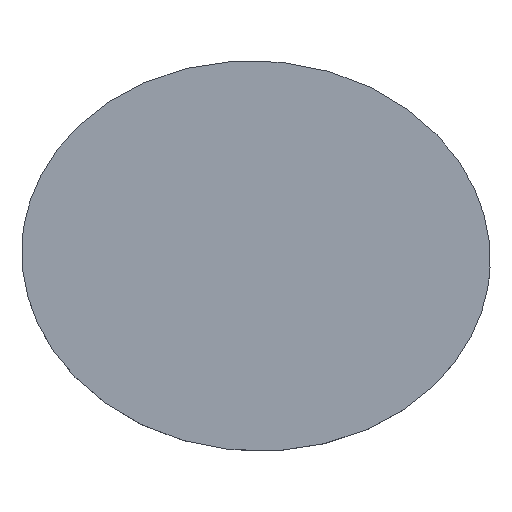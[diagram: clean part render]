
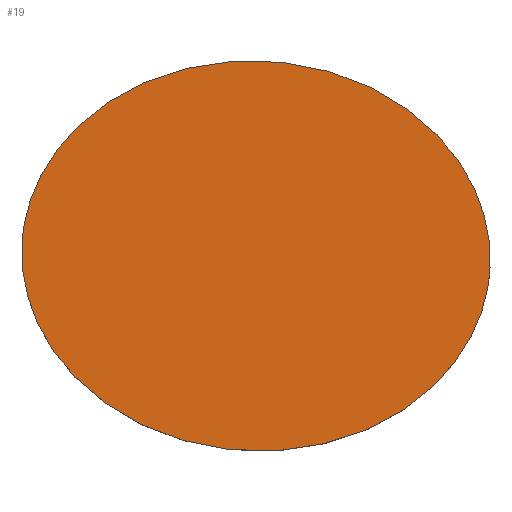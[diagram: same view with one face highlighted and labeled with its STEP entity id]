
A CAD part, top view. The second image highlights one B-rep face of the part: STEP entity #19.
In plain terms, the highlighted planar face has unit normal (0, 0, 1).
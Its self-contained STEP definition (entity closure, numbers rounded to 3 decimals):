
#19 = ADVANCED_FACE ( 'NONE', ( #194 ), #276, .T. ) ;
#49 = EDGE_CURVE ( 'NONE', #302, #328, #60, .T. ) ;
#60 =( BOUNDED_CURVE ( )  B_SPLINE_CURVE ( 3, ( #84, #272, #244, #149 ),
 .UNSPECIFIED., .F., .F. ) 
 B_SPLINE_CURVE_WITH_KNOTS ( ( 4, 4 ),
 ( 0., 3.142 ),
 .UNSPECIFIED. ) 
 CURVE ( )  GEOMETRIC_REPRESENTATION_ITEM ( )  RATIONAL_B_SPLINE_CURVE ( ( 1., 0.333, 0.333, 1. ) ) 
 REPRESENTATION_ITEM ( '' )  );
#84 = CARTESIAN_POINT ( 'NONE',  ( -1500., 73.076, 400. ) ) ;
#98 = CARTESIAN_POINT ( 'NONE',  ( 1500., -73.076, 400. ) ) ;
#108 =( BOUNDED_CURVE ( )  B_SPLINE_CURVE ( 3, ( #98, #258, #175, #260 ),
 .UNSPECIFIED., .F., .T. ) 
 B_SPLINE_CURVE_WITH_KNOTS ( ( 4, 4 ),
 ( 3.142, 6.283 ),
 .UNSPECIFIED. ) 
 CURVE ( )  GEOMETRIC_REPRESENTATION_ITEM ( )  RATIONAL_B_SPLINE_CURVE ( ( 1., 0.333, 0.333, 1. ) ) 
 REPRESENTATION_ITEM ( '' )  );
#118 = CARTESIAN_POINT ( 'NONE',  ( -1500., 73.076, 400. ) ) ;
#128 = AXIS2_PLACEMENT_3D ( 'NONE', #371, #335, #141 ) ;
#141 = DIRECTION ( 'NONE',  ( 1., 0., 0. ) ) ;
#149 = CARTESIAN_POINT ( 'NONE',  ( 1500., -73.076, 400. ) ) ;
#164 = ORIENTED_EDGE ( 'NONE', *, *, #172, .T. ) ;
#172 = EDGE_CURVE ( 'NONE', #328, #302, #108, .T. ) ;
#175 = CARTESIAN_POINT ( 'NONE',  ( -1378.206, 2573.076, 400. ) ) ;
#194 = FACE_OUTER_BOUND ( 'NONE', #353, .T. ) ;
#211 = CARTESIAN_POINT ( 'NONE',  ( 1500., -73.076, 400. ) ) ;
#244 = CARTESIAN_POINT ( 'NONE',  ( 1378.206, -2573.076, 400. ) ) ;
#258 = CARTESIAN_POINT ( 'NONE',  ( 1621.794, 2426.924, 400. ) ) ;
#260 = CARTESIAN_POINT ( 'NONE',  ( -1500., 73.076, 400. ) ) ;
#267 = ORIENTED_EDGE ( 'NONE', *, *, #49, .T. ) ;
#272 = CARTESIAN_POINT ( 'NONE',  ( -1621.794, -2426.924, 400. ) ) ;
#276 = PLANE ( 'NONE',  #128 ) ;
#302 = VERTEX_POINT ( 'NONE', #118 ) ;
#328 = VERTEX_POINT ( 'NONE', #211 ) ;
#335 = DIRECTION ( 'NONE',  ( 0., 0., 1. ) ) ;
#353 = EDGE_LOOP ( 'NONE', ( #267, #164 ) ) ;
#371 = CARTESIAN_POINT ( 'NONE',  ( 0., 0., 400. ) ) ;
